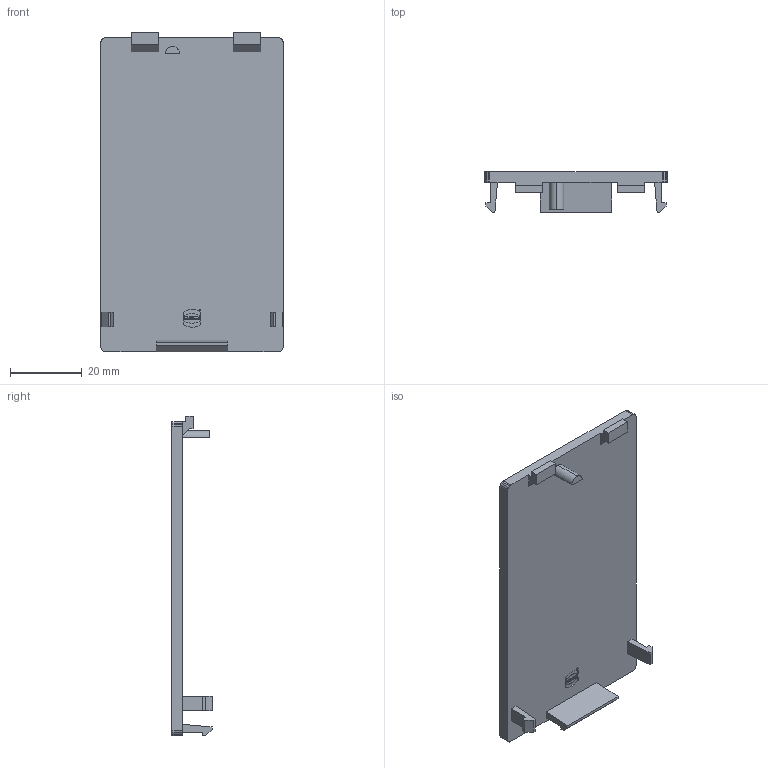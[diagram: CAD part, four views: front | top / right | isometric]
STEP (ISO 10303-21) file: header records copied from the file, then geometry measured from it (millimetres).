
FILE_DESCRIPTION(( 'HARTING HARTING HARTING HARTING HARTING HARTING HARTING HARTING HARTING', 'This Document is valid for Parts No. 39 50 000 0890'),'2;1');
FILE_NAME('MD_39500000890_R411516.stp', '2011-02-03T11:45:46',('ITIS-4b'),('HARTING KGaA, D-32339 Espelkamp'), 'I-DEAS Master Series 10','HP-UNIX','Yes');
FILE_SCHEMA(('AUTOMOTIVE_DESIGN { 1 0 10303 214 1 1 1 1 }'));
Length unit declared in the file: millimetre
Products named in the file (1): MD 39 50 000 0890
Bounding box: 50.9 x 11.2 x 89.3 mm (x, y, z)
Volume: 13472.7 mm3; surface area: 10672.2 mm2
Topology: 1 solids, 1 shells, 226 faces, 604 edges, 402 vertices
Faces by surface type: bspline 226
Entity records: 7819 total; most frequent: CARTESIAN_POINT 3791, ORIENTED_EDGE 1208, EDGE_CURVE 604, VERTEX_POINT 402, QUASI_UNIFORM_CURVE 378, OVER_RIDING_STYLED_ITEM 371, EDGE_LOOP 248, FACE_OUTER_BOUND 226
